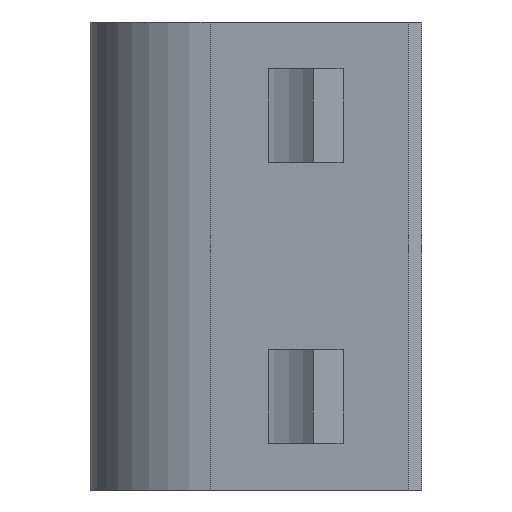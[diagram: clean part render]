
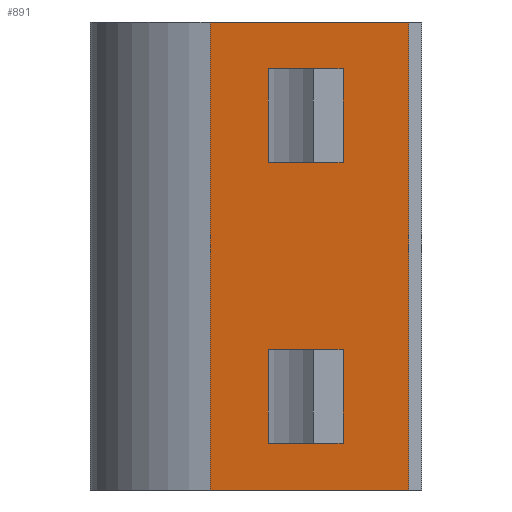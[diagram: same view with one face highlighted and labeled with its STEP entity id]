
A CAD part, left-side view. The second image highlights one B-rep face of the part: STEP entity #891.
In plain terms, the highlighted planar face has unit normal (-0.989, 0.145, 0).
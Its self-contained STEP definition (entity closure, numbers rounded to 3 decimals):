
#2 = CARTESIAN_POINT ( 'NONE',  ( -50., -23., 0. ) ) ;
#9 = CARTESIAN_POINT ( 'NONE',  ( -50., -23., 50. ) ) ;
#25 = EDGE_CURVE ( 'NONE', #1436, #2393, #1240, .T. ) ;
#28 = VERTEX_POINT ( 'NONE', #9 ) ;
#60 = EDGE_LOOP ( 'NONE', ( #2192, #1855, #1002, #1640 ) ) ;
#86 = EDGE_CURVE ( 'NONE', #1087, #28, #1687, .T. ) ;
#115 = EDGE_CURVE ( 'NONE', #186, #2065, #2066, .T. ) ;
#160 = LINE ( 'NONE', #1653, #1405 ) ;
#186 = VERTEX_POINT ( 'NONE', #1214 ) ;
#195 = FACE_BOUND ( 'NONE', #1467, .T. ) ;
#206 = CARTESIAN_POINT ( 'NONE',  ( -48.971, -16., 15. ) ) ;
#210 = EDGE_CURVE ( 'NONE', #1369, #1905, #1081, .T. ) ;
#228 = EDGE_LOOP ( 'NONE', ( #2267, #1479, #1986, #1796 ) ) ;
#276 = DIRECTION ( 'NONE',  ( 0., 0., 1. ) ) ;
#282 = LINE ( 'NONE', #2500, #1458 ) ;
#346 = CARTESIAN_POINT ( 'NONE',  ( -47.794, -8., 50. ) ) ;
#371 = CARTESIAN_POINT ( 'NONE',  ( -45., 11., 50. ) ) ;
#372 = DIRECTION ( 'NONE',  ( 0.989, -0.145, 0. ) ) ;
#407 = VERTEX_POINT ( 'NONE', #2110 ) ;
#432 = LINE ( 'NONE', #2222, #1698 ) ;
#492 = CARTESIAN_POINT ( 'NONE',  ( -45., 11., 5. ) ) ;
#520 = EDGE_CURVE ( 'NONE', #1087, #407, #432, .T. ) ;
#543 = CARTESIAN_POINT ( 'NONE',  ( -47.794, -8., 50. ) ) ;
#565 = ORIENTED_EDGE ( 'NONE', *, *, #1942, .F. ) ;
#591 = CARTESIAN_POINT ( 'NONE',  ( -48.971, -16., 50. ) ) ;
#648 = VECTOR ( 'NONE', #1056, 1000. ) ;
#654 = ORIENTED_EDGE ( 'NONE', *, *, #210, .F. ) ;
#659 = VECTOR ( 'NONE', #276, 1000. ) ;
#707 = DIRECTION ( 'NONE',  ( 0., 0., -1. ) ) ;
#813 = VECTOR ( 'NONE', #1382, 1000. ) ;
#845 = CARTESIAN_POINT ( 'NONE',  ( -45., 11., 15. ) ) ;
#891 = ADVANCED_FACE ( 'NONE', ( #2230, #2084, #195 ), #1376, .F. ) ;
#907 = CARTESIAN_POINT ( 'NONE',  ( -48.971, -16., 50. ) ) ;
#984 = LINE ( 'NONE', #1228, #1042 ) ;
#1002 = ORIENTED_EDGE ( 'NONE', *, *, #1703, .F. ) ;
#1016 = CARTESIAN_POINT ( 'NONE',  ( -45., 11., 35. ) ) ;
#1042 = VECTOR ( 'NONE', #1808, 1000. ) ;
#1056 = DIRECTION ( 'NONE',  ( -0.145, -0.989, 0. ) ) ;
#1081 = LINE ( 'NONE', #1016, #2209 ) ;
#1087 = VERTEX_POINT ( 'NONE', #1983 ) ;
#1100 = LINE ( 'NONE', #907, #659 ) ;
#1144 = CARTESIAN_POINT ( 'NONE',  ( -45., 11., 50. ) ) ;
#1156 = EDGE_CURVE ( 'NONE', #2393, #186, #2227, .T. ) ;
#1176 = CARTESIAN_POINT ( 'NONE',  ( -47.794, -8., 45. ) ) ;
#1191 = LINE ( 'NONE', #543, #813 ) ;
#1214 = CARTESIAN_POINT ( 'NONE',  ( -47.794, -8., 15. ) ) ;
#1215 = CARTESIAN_POINT ( 'NONE',  ( -48.971, -16., 5. ) ) ;
#1228 = CARTESIAN_POINT ( 'NONE',  ( -50., -23., 50. ) ) ;
#1232 = EDGE_CURVE ( 'NONE', #1905, #2169, #1100, .T. ) ;
#1240 = LINE ( 'NONE', #591, #2092 ) ;
#1246 = DIRECTION ( 'NONE',  ( 0.145, 0.989, 0. ) ) ;
#1369 = VERTEX_POINT ( 'NONE', #1774 ) ;
#1376 = PLANE ( 'NONE',  #1837 ) ;
#1382 = DIRECTION ( 'NONE',  ( 0., 0., -1. ) ) ;
#1403 = VERTEX_POINT ( 'NONE', #1176 ) ;
#1405 = VECTOR ( 'NONE', #1862, 1000. ) ;
#1436 = VERTEX_POINT ( 'NONE', #1215 ) ;
#1458 = VECTOR ( 'NONE', #2516, 1000. ) ;
#1467 = EDGE_LOOP ( 'NONE', ( #565, #2362, #654, #2212 ) ) ;
#1479 = ORIENTED_EDGE ( 'NONE', *, *, #520, .T. ) ;
#1537 = DIRECTION ( 'NONE',  ( 0.145, 0.989, 0. ) ) ;
#1581 = DIRECTION ( 'NONE',  ( 0., 0., 1. ) ) ;
#1602 = EDGE_CURVE ( 'NONE', #28, #1839, #984, .T. ) ;
#1640 = ORIENTED_EDGE ( 'NONE', *, *, #115, .F. ) ;
#1653 = CARTESIAN_POINT ( 'NONE',  ( -45., 11., 45. ) ) ;
#1687 = LINE ( 'NONE', #371, #648 ) ;
#1698 = VECTOR ( 'NONE', #1999, 1000. ) ;
#1703 = EDGE_CURVE ( 'NONE', #2065, #1436, #2335, .T. ) ;
#1751 = EDGE_CURVE ( 'NONE', #407, #1839, #282, .T. ) ;
#1774 = CARTESIAN_POINT ( 'NONE',  ( -47.794, -8., 35. ) ) ;
#1796 = ORIENTED_EDGE ( 'NONE', *, *, #1602, .F. ) ;
#1808 = DIRECTION ( 'NONE',  ( 0., 0., -1. ) ) ;
#1834 = EDGE_CURVE ( 'NONE', #1403, #1369, #1191, .T. ) ;
#1837 = AXIS2_PLACEMENT_3D ( 'NONE', #1144, #372, #1537 ) ;
#1839 = VERTEX_POINT ( 'NONE', #2 ) ;
#1852 = DIRECTION ( 'NONE',  ( -0.145, -0.989, 0. ) ) ;
#1855 = ORIENTED_EDGE ( 'NONE', *, *, #25, .F. ) ;
#1862 = DIRECTION ( 'NONE',  ( 0.145, 0.989, 0. ) ) ;
#1905 = VERTEX_POINT ( 'NONE', #2009 ) ;
#1942 = EDGE_CURVE ( 'NONE', #2169, #1403, #160, .T. ) ;
#1983 = CARTESIAN_POINT ( 'NONE',  ( -46.885, -1.818, 50. ) ) ;
#1986 = ORIENTED_EDGE ( 'NONE', *, *, #1751, .T. ) ;
#1999 = DIRECTION ( 'NONE',  ( 0., 0., -1. ) ) ;
#2009 = CARTESIAN_POINT ( 'NONE',  ( -48.971, -16., 35. ) ) ;
#2065 = VERTEX_POINT ( 'NONE', #2374 ) ;
#2066 = LINE ( 'NONE', #346, #2478 ) ;
#2078 = CARTESIAN_POINT ( 'NONE',  ( -48.971, -16., 45. ) ) ;
#2084 = FACE_OUTER_BOUND ( 'NONE', #228, .T. ) ;
#2092 = VECTOR ( 'NONE', #1581, 1000. ) ;
#2110 = CARTESIAN_POINT ( 'NONE',  ( -46.885, -1.818, 0. ) ) ;
#2169 = VERTEX_POINT ( 'NONE', #2078 ) ;
#2192 = ORIENTED_EDGE ( 'NONE', *, *, #1156, .F. ) ;
#2203 = VECTOR ( 'NONE', #1246, 1000. ) ;
#2209 = VECTOR ( 'NONE', #2405, 1000. ) ;
#2212 = ORIENTED_EDGE ( 'NONE', *, *, #1834, .F. ) ;
#2222 = CARTESIAN_POINT ( 'NONE',  ( -46.885, -1.818, 50. ) ) ;
#2227 = LINE ( 'NONE', #845, #2203 ) ;
#2230 = FACE_BOUND ( 'NONE', #60, .T. ) ;
#2267 = ORIENTED_EDGE ( 'NONE', *, *, #86, .F. ) ;
#2335 = LINE ( 'NONE', #492, #2492 ) ;
#2362 = ORIENTED_EDGE ( 'NONE', *, *, #1232, .F. ) ;
#2374 = CARTESIAN_POINT ( 'NONE',  ( -47.794, -8., 5. ) ) ;
#2393 = VERTEX_POINT ( 'NONE', #206 ) ;
#2405 = DIRECTION ( 'NONE',  ( -0.145, -0.989, 0. ) ) ;
#2478 = VECTOR ( 'NONE', #707, 1000. ) ;
#2492 = VECTOR ( 'NONE', #1852, 1000. ) ;
#2500 = CARTESIAN_POINT ( 'NONE',  ( -45., 11., 0. ) ) ;
#2516 = DIRECTION ( 'NONE',  ( -0.145, -0.989, 0. ) ) ;
